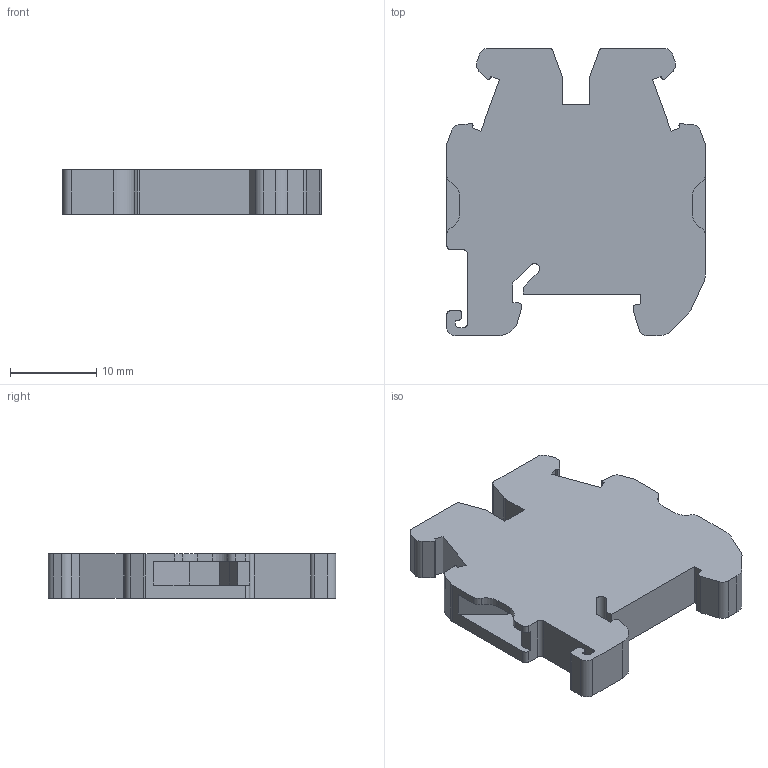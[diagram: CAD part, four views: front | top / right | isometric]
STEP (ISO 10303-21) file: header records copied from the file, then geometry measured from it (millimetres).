
FILE_DESCRIPTION(('SolidDesigner STEP Export'),'2;1');
FILE_NAME('3248030_MUT_2.5-select.stp','2012-12-12T 9:22:27',(''),(''),'Creo Elements/Direct Modeling STEP processor for AP214 (Solid Model)','Creo Elements/Direct Modeling 18.1 06-May-2012 (C) Parametric Technology GmbH','');
FILE_SCHEMA(('AUTOMOTIVE_DESIGN { 1 0 10303 214 1 1 1 1 }'));
Length unit declared in the file: millimetre
Products named in the file (2): 3248030_MUT_2.5-select
Assembly tree (1 placements, depth 2):
  3248030_MUT_2.5-select
    3248030_MUT_2.5-select
Bounding box: 29.9 x 33.25 x 5.15 mm (x, y, z)
Volume: 3683.7 mm3; surface area: 2702.2 mm2
Topology: 1 solids, 1 shells, 124 faces, 360 edges, 240 vertices
Faces by surface type: plane 81, cylinder 43
Entity records: 5104 total; most frequent: CARTESIAN_POINT 721, ORIENTED_EDGE 720, DIRECTION 690, EDGE_CURVE 360, VECTOR 272, LINE 272, VERTEX_POINT 240, AXIS2_PLACEMENT_3D 209
